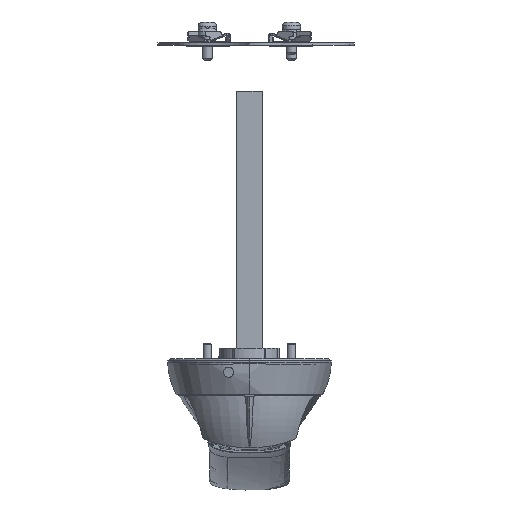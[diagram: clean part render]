
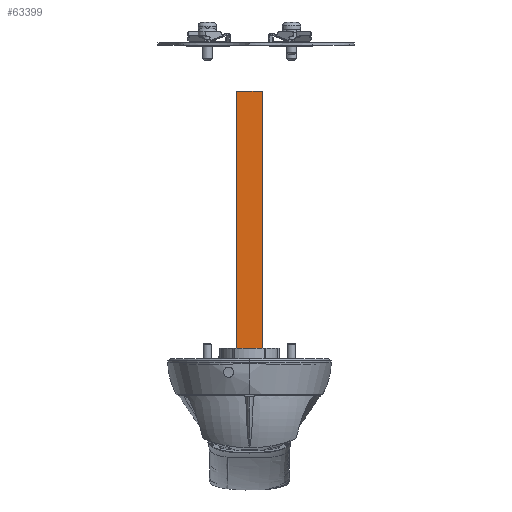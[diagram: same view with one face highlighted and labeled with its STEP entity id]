
A CAD part, top view. The second image highlights one B-rep face of the part: STEP entity #63399.
In plain terms, the highlighted planar face has unit normal (0, 0, 1).
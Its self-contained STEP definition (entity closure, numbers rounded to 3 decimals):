
#63092=DIRECTION('',(0.,1.,0.));
#63093=VECTOR('',#63092,144.059);
#63094=CARTESIAN_POINT('',(-6.,-15.859,6.));
#63095=LINE('',#63094,#63093);
#63096=CARTESIAN_POINT('',(0.,-11.8,6.));
#63097=DIRECTION('',(0.,0.,-1.));
#63098=DIRECTION('',(-1.,0.,0.));
#63099=AXIS2_PLACEMENT_3D('',#63096,#63097,#63098);
#63101=CARTESIAN_POINT('',(0.,-11.8,6.));
#63102=DIRECTION('',(0.,0.,-1.));
#63103=DIRECTION('',(1.,0.,0.));
#63104=AXIS2_PLACEMENT_3D('',#63101,#63102,#63103);
#63106=DIRECTION('',(-1.,0.,0.));
#63107=VECTOR('',#63106,12.);
#63108=CARTESIAN_POINT('',(6.,128.2,6.));
#63109=LINE('',#63108,#63107);
#63110=DIRECTION('',(0.,1.,0.));
#63111=VECTOR('',#63110,144.059);
#63112=CARTESIAN_POINT('',(6.,-15.859,6.));
#63113=LINE('',#63112,#63111);
#63156=CARTESIAN_POINT('',(6.,-15.859,6.));
#63157=CARTESIAN_POINT('',(5.72,-16.095,
6.));
#63158=CARTESIAN_POINT('',(5.183,-16.531,
6.));
#63159=CARTESIAN_POINT('',(4.453,-17.075,
6.));
#63160=CARTESIAN_POINT('',(3.784,-17.526,
6.));
#63161=CARTESIAN_POINT('',(3.168,-17.893,
6.));
#63162=CARTESIAN_POINT('',(2.593,-18.189,
6.));
#63163=CARTESIAN_POINT('',(2.049,-18.423,
6.));
#63164=CARTESIAN_POINT('',(1.521,-18.602,
6.));
#63165=CARTESIAN_POINT('',(1.009,-18.728,
6.));
#63166=CARTESIAN_POINT('',(0.503,-18.804,
6.));
#63167=CARTESIAN_POINT('',(0.167,-18.821,
6.));
#63168=CARTESIAN_POINT('',(0.,-18.821,
6.));
#63200=CARTESIAN_POINT('',(0.,-18.821,
6.));
#63201=CARTESIAN_POINT('',(-0.172,-18.821,
6.));
#63202=CARTESIAN_POINT('',(-0.517,-18.803,
6.));
#63203=CARTESIAN_POINT('',(-1.038,-18.723,
6.));
#63204=CARTESIAN_POINT('',(-1.563,-18.59,
6.));
#63205=CARTESIAN_POINT('',(-2.098,-18.404,
6.));
#63206=CARTESIAN_POINT('',(-2.643,-18.165,
6.));
#63207=CARTESIAN_POINT('',(-3.212,-17.868,
6.));
#63208=CARTESIAN_POINT('',(-3.819,-17.503,
6.));
#63209=CARTESIAN_POINT('',(-4.477,-17.058,
6.));
#63210=CARTESIAN_POINT('',(-5.195,-16.521,
6.));
#63211=CARTESIAN_POINT('',(-5.724,-16.091,
6.));
#63212=CARTESIAN_POINT('',(-6.,-15.859,6.));
#63260=CARTESIAN_POINT('',(6.,128.2,6.));
#63261=CARTESIAN_POINT('',(-6.,128.2,6.));
#63262=VERTEX_POINT('',#63260);
#63263=VERTEX_POINT('',#63261);
#63264=CARTESIAN_POINT('',(-6.,-15.859,6.));
#63265=VERTEX_POINT('',#63264);
#63266=CARTESIAN_POINT('',(6.,-15.859,6.));
#63267=VERTEX_POINT('',#63266);
#63269=CARTESIAN_POINT('',(0.,-18.821,
6.));
#63271=VERTEX_POINT('',#63269);
#63277=CARTESIAN_POINT('',(1.5,-11.8,6.));
#63279=VERTEX_POINT('',#63277);
#63281=CARTESIAN_POINT('',(-1.5,-11.8,6.));
#63283=VERTEX_POINT('',#63281);
#63377=CARTESIAN_POINT('',(-5.1,74.2,6.));
#63378=DIRECTION('',(0.,0.,-1.));
#63379=DIRECTION('',(0.,-1.,0.));
#63380=AXIS2_PLACEMENT_3D('',#63377,#63378,#63379);
#63381=PLANE('',#63380);
#63383=ORIENTED_EDGE('',*,*,#63382,.F.);
#63385=ORIENTED_EDGE('',*,*,#63384,.F.);
#63387=ORIENTED_EDGE('',*,*,#63386,.T.);
#63389=ORIENTED_EDGE('',*,*,#63388,.T.);
#63390=ORIENTED_EDGE('',*,*,#63367,.T.);
#63391=EDGE_LOOP('',(#63383,#63385,#63387,#63389,#63390));
#63392=FACE_OUTER_BOUND('',#63391,.F.);
#63394=ORIENTED_EDGE('',*,*,#63393,.F.);
#63396=ORIENTED_EDGE('',*,*,#63395,.F.);
#63397=EDGE_LOOP('',(#63394,#63396));
#63398=FACE_BOUND('',#63397,.F.);
#63399=ADVANCED_FACE('',(#63392,#63398),#63381,.F.);
#63100=CIRCLE('',#63099,1.5);
#63105=CIRCLE('',#63104,1.5);
#63169=B_SPLINE_CURVE_WITH_KNOTS('',3,(#63156,#63157,#63158,#63159,#63160,
#63161,#63162,#63163,#63164,#63165,#63166,#63167,#63168),.UNSPECIFIED.,.F.,.F.,(
4,1,1,1,1,1,1,1,1,1,4),(0.,0.1,0.2,0.3,0.4,0.5,0.6,0.7,0.8,
0.9,1.),.UNSPECIFIED.);
#63213=B_SPLINE_CURVE_WITH_KNOTS('',3,(#63200,#63201,#63202,#63203,#63204,
#63205,#63206,#63207,#63208,#63209,#63210,#63211,#63212),.UNSPECIFIED.,.F.,.F.,(
4,1,1,1,1,1,1,1,1,1,4),(0.,0.1,0.2,0.3,0.4,0.5,0.6,0.7,0.8,
0.9,1.),.UNSPECIFIED.);
#63367=EDGE_CURVE('',#63265,#63263,#63095,.T.);
#63382=EDGE_CURVE('',#63262,#63263,#63109,.T.);
#63384=EDGE_CURVE('',#63267,#63262,#63113,.T.);
#63386=EDGE_CURVE('',#63267,#63271,#63169,.T.);
#63388=EDGE_CURVE('',#63271,#63265,#63213,.T.);
#63393=EDGE_CURVE('',#63283,#63279,#63100,.T.);
#63395=EDGE_CURVE('',#63279,#63283,#63105,.T.);
